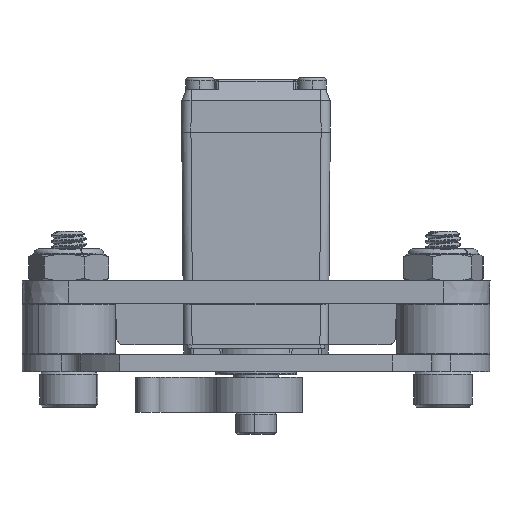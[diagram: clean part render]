
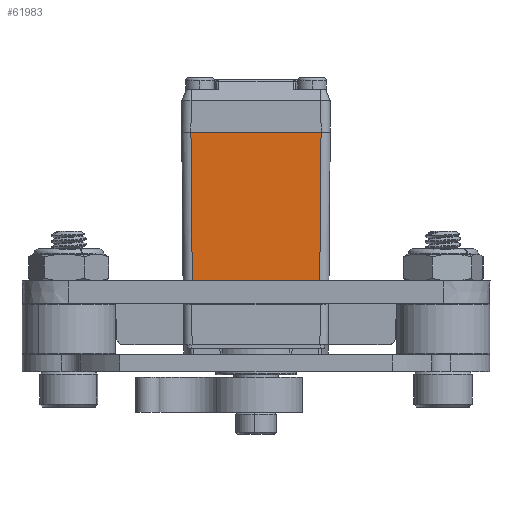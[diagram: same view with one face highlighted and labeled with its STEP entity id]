
A CAD part, front view. The second image highlights one B-rep face of the part: STEP entity #61983.
In plain terms, the highlighted face is planar.
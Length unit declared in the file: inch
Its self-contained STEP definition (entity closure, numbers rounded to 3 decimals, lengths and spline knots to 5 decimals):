
#1596 = DIRECTION ( 'NONE',  ( 0.009, 0.009, 1. ) ) ;
#3309 = CARTESIAN_POINT ( 'NONE',  ( -0.34748, 0.79039, -0.25591 ) ) ;
#3452 = VECTOR ( 'NONE', #1596, 39.37008 ) ;
#6958 = DIRECTION ( 'NONE',  ( 0., 1., -0.009 ) ) ;
#11479 = EDGE_CURVE ( 'NONE', #51540, #15672, #53308, .T. ) ;
#12615 = EDGE_CURVE ( 'NONE', #73301, #43734, #58203, .T. ) ;
#13338 = VECTOR ( 'NONE', #81743, 39.37008 ) ;
#13396 = CARTESIAN_POINT ( 'NONE',  ( 0.42733, 0.78346, -1.04921 ) ) ;
#15672 = VERTEX_POINT ( 'NONE', #75474 ) ;
#16535 = DIRECTION ( 'NONE',  ( 1., 0., 0. ) ) ;
#24286 = CARTESIAN_POINT ( 'NONE',  ( 0., 0.78345, -1.05118 ) ) ;
#31704 = DIRECTION ( 'NONE',  ( -0.009, 0.009, 1. ) ) ;
#32778 = EDGE_CURVE ( 'NONE', #73301, #51540, #35777, .T. ) ;
#35777 = LINE ( 'NONE', #24286, #44358 ) ;
#37858 = ORIENTED_EDGE ( 'NONE', *, *, #11479, .F. ) ;
#38258 = EDGE_CURVE ( 'NONE', #43734, #15672, #50597, .T. ) ;
#41912 = AXIS2_PLACEMENT_3D ( 'NONE', #13396, #6958, #66334 ) ;
#43734 = VERTEX_POINT ( 'NONE', #3309 ) ;
#44358 = VECTOR ( 'NONE', #16535, 39.37008 ) ;
#50597 = LINE ( 'NONE', #77053, #13338 ) ;
#51540 = VERTEX_POINT ( 'NONE', #57728 ) ;
#53308 = LINE ( 'NONE', #60140, #3452 ) ;
#57728 = CARTESIAN_POINT ( 'NONE',  ( 0.34054, 0.78345, -1.05118 ) ) ;
#58203 = LINE ( 'NONE', #70581, #64530 ) ;
#60140 = CARTESIAN_POINT ( 'NONE',  ( 0.36943, 0.81234, 2.25943 ) ) ;
#61529 = ORIENTED_EDGE ( 'NONE', *, *, #38258, .T. ) ;
#61983 = ADVANCED_FACE ( 'NONE', ( #65105 ), #78319, .T. ) ;
#64530 = VECTOR ( 'NONE', #31704, 39.37008 ) ;
#65105 = FACE_OUTER_BOUND ( 'NONE', #78872, .T. ) ;
#66334 = DIRECTION ( 'NONE',  ( 0., 0.009, 1. ) ) ;
#70581 = CARTESIAN_POINT ( 'NONE',  ( -0.34054, 0.78345, -1.05118 ) ) ;
#73101 = ORIENTED_EDGE ( 'NONE', *, *, #12615, .T. ) ;
#73301 = VERTEX_POINT ( 'NONE', #74389 ) ;
#74389 = CARTESIAN_POINT ( 'NONE',  ( -0.34054, 0.78345, -1.05118 ) ) ;
#75474 = CARTESIAN_POINT ( 'NONE',  ( 0.34748, 0.79039, -0.25591 ) ) ;
#77053 = CARTESIAN_POINT ( 'NONE',  ( 0., 0.79039, -0.25591 ) ) ;
#77111 = ORIENTED_EDGE ( 'NONE', *, *, #32778, .F. ) ;
#78319 = PLANE ( 'NONE',  #41912 ) ;
#78872 = EDGE_LOOP ( 'NONE', ( #77111, #73101, #61529, #37858 ) ) ;
#81743 = DIRECTION ( 'NONE',  ( 1., 0., 0. ) ) ;
